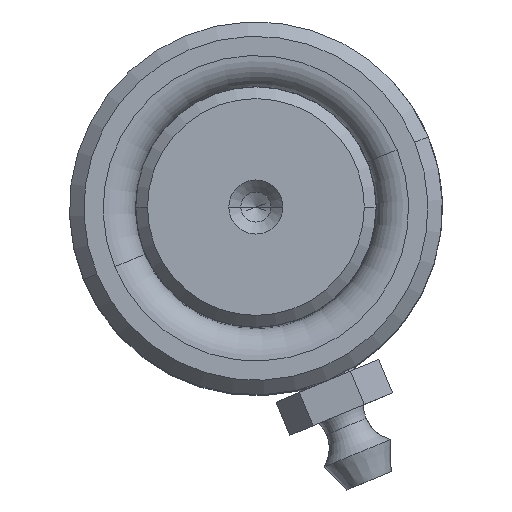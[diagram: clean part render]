
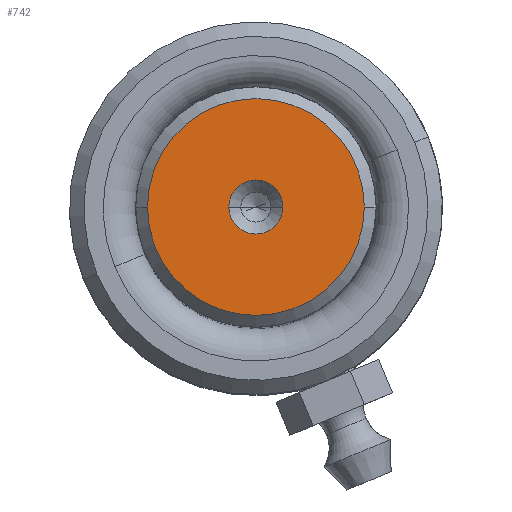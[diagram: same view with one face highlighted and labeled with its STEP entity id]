
A CAD part, top view. The second image highlights one B-rep face of the part: STEP entity #742.
In plain terms, the highlighted planar face has unit normal (0, 0, 1).
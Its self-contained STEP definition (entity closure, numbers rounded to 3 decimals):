
#174 = EDGE_CURVE ( 'NONE', #4438, #2953, #6710, .T. ) ;
#574 = CARTESIAN_POINT ( 'NONE',  ( 2.25, 0., 110. ) ) ;
#631 = FACE_OUTER_BOUND ( 'NONE', #5378, .T. ) ;
#736 = CARTESIAN_POINT ( 'NONE',  ( -9.009, 0., 110. ) ) ;
#742 = ADVANCED_FACE ( 'NONE', ( #6368, #631 ), #5613, .T. ) ;
#1222 = DIRECTION ( 'NONE',  ( 1., 0., 0. ) ) ;
#1609 = CARTESIAN_POINT ( 'NONE',  ( 9.009, 0., 110. ) ) ;
#1682 = DIRECTION ( 'NONE',  ( 0., 0., 1. ) ) ;
#1699 = AXIS2_PLACEMENT_3D ( 'NONE', #6596, #3965, #1222 ) ;
#1703 = ORIENTED_EDGE ( 'NONE', *, *, #6668, .T. ) ;
#1879 = EDGE_LOOP ( 'NONE', ( #3209, #5978 ) ) ;
#2199 = CARTESIAN_POINT ( 'NONE',  ( 0., 0., 110. ) ) ;
#2696 = DIRECTION ( 'NONE',  ( 0., 0., 1. ) ) ;
#2953 = VERTEX_POINT ( 'NONE', #736 ) ;
#3117 = DIRECTION ( 'NONE',  ( 1., 0., 0. ) ) ;
#3209 = ORIENTED_EDGE ( 'NONE', *, *, #4315, .F. ) ;
#3914 = AXIS2_PLACEMENT_3D ( 'NONE', #5448, #2696, #4844 ) ;
#3965 = DIRECTION ( 'NONE',  ( 0., 0., 1. ) ) ;
#4315 = EDGE_CURVE ( 'NONE', #6629, #5636, #6765, .T. ) ;
#4438 = VERTEX_POINT ( 'NONE', #1609 ) ;
#4606 = CARTESIAN_POINT ( 'NONE',  ( -2.25, 0., 110. ) ) ;
#4844 = DIRECTION ( 'NONE',  ( 1., 0., 0. ) ) ;
#4927 = EDGE_CURVE ( 'NONE', #5636, #6629, #6186, .T. ) ;
#5245 = DIRECTION ( 'NONE',  ( 0., 0., 1. ) ) ;
#5339 = DIRECTION ( 'NONE',  ( 0., 0., 1. ) ) ;
#5378 = EDGE_LOOP ( 'NONE', ( #1703, #5659 ) ) ;
#5445 = AXIS2_PLACEMENT_3D ( 'NONE', #5810, #5245, #3117 ) ;
#5448 = CARTESIAN_POINT ( 'NONE',  ( 0., 0., 110. ) ) ;
#5515 = AXIS2_PLACEMENT_3D ( 'NONE', #6953, #5339, #5900 ) ;
#5613 = PLANE ( 'NONE',  #1699 ) ;
#5636 = VERTEX_POINT ( 'NONE', #4606 ) ;
#5659 = ORIENTED_EDGE ( 'NONE', *, *, #174, .T. ) ;
#5810 = CARTESIAN_POINT ( 'NONE',  ( 0., 0., 110. ) ) ;
#5900 = DIRECTION ( 'NONE',  ( 1., 0., 0. ) ) ;
#5978 = ORIENTED_EDGE ( 'NONE', *, *, #4927, .F. ) ;
#6007 = AXIS2_PLACEMENT_3D ( 'NONE', #2199, #1682, #6555 ) ;
#6186 = CIRCLE ( 'NONE', #5515, 2.25 ) ;
#6368 = FACE_BOUND ( 'NONE', #1879, .T. ) ;
#6555 = DIRECTION ( 'NONE',  ( 1., 0., 0. ) ) ;
#6596 = CARTESIAN_POINT ( 'NONE',  ( 0., 0., 110. ) ) ;
#6629 = VERTEX_POINT ( 'NONE', #574 ) ;
#6668 = EDGE_CURVE ( 'NONE', #2953, #4438, #6751, .T. ) ;
#6710 = CIRCLE ( 'NONE', #6007, 9.009 ) ;
#6751 = CIRCLE ( 'NONE', #5445, 9.009 ) ;
#6765 = CIRCLE ( 'NONE', #3914, 2.25 ) ;
#6953 = CARTESIAN_POINT ( 'NONE',  ( 0., 0., 110. ) ) ;
